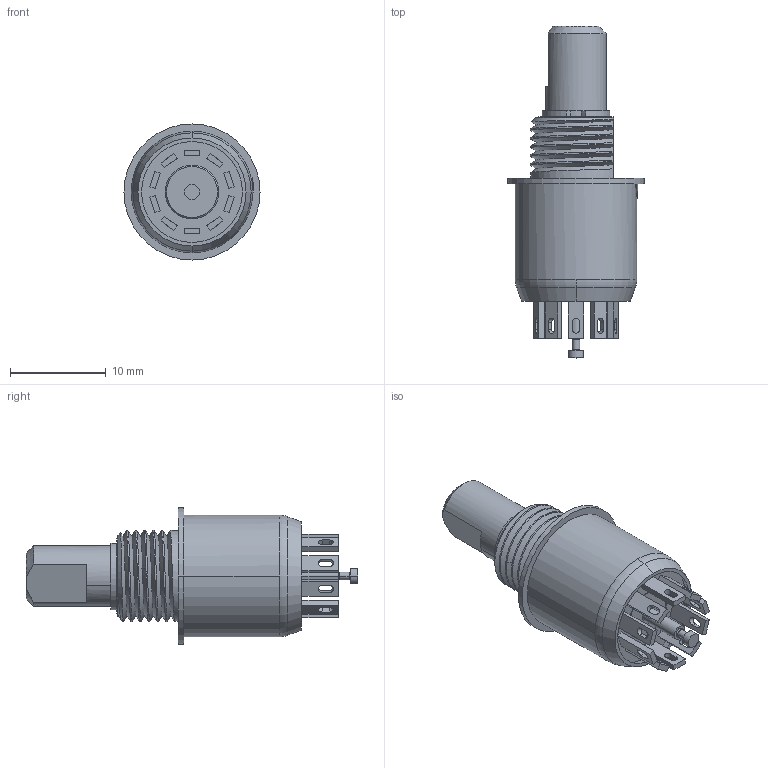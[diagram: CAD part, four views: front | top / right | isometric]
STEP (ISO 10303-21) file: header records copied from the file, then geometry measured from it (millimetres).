
FILE_DESCRIPTION((''),'2;1');
FILE_NAME('50KM36-01-1-XX_SW0001','2013-08-22T',('Administrator'),(''),'PRO/ENGINEER BY PARAMETRIC TECHNOLOGY CORPORATION, 2006200','PRO/ENGINEER BY PARAMETRIC TECHNOLOGY CORPORATION, 2006200','');
FILE_SCHEMA(('CONFIG_CONTROL_DESIGN'));
Length unit declared in the file: inch
Products named in the file (1): 50KM36-01-1-XX_SW0001
Bounding box: 14.22 x 34.7 x 14.22 mm (x, y, z)
Volume: 1353.9 mm3; surface area: 2868.2 mm2
Topology: 2 solids, 2 shells, 772 faces, 2122 edges, 1406 vertices
Faces by surface type: plane 637, cylinder 91, cone 20, bspline 16, torus 8
Entity records: 31980 total; most frequent: CARTESIAN_POINT 6826, ORIENTED_EDGE 4244, DIRECTION 3793, EDGE_CURVE 2122, VECTOR 1819, LINE 1819, VERTEX_POINT 1406, AXIS2_PLACEMENT_3D 987
